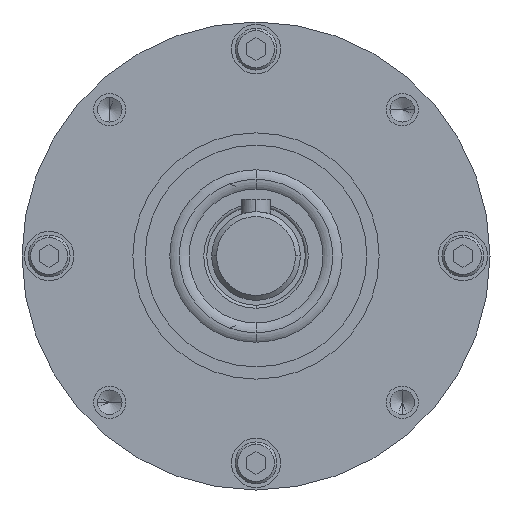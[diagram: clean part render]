
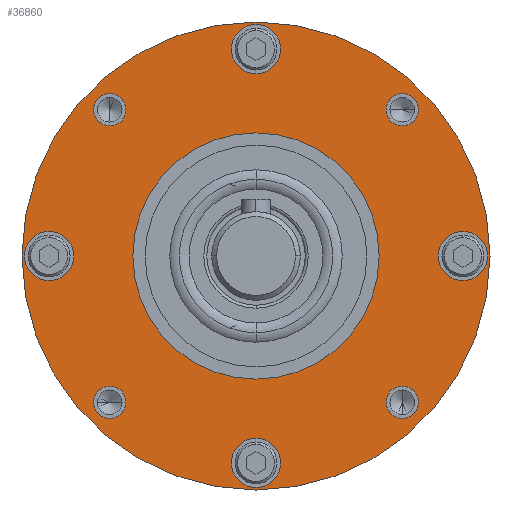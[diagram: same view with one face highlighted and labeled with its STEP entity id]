
A CAD part, left-side view. The second image highlights one B-rep face of the part: STEP entity #36860.
In plain terms, the highlighted planar face has unit normal (-1, 0, 0).
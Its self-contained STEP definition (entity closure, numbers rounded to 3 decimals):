
#35180=CARTESIAN_POINT('',(21.,-25.,0.));
#35190=VERTEX_POINT('',#35180);
#35220=CARTESIAN_POINT('',(21.,0.,0.));
#35230=DIRECTION('',(-1.,0.,0.));
#35240=DIRECTION('',(0.,-1.,0.));
#35250=AXIS2_PLACEMENT_3D('',#35220,#35230,#35240);
#35260=CIRCLE('',#35250,25.);
#35270=CARTESIAN_POINT('',(21.,25.,0.));
#35280=VERTEX_POINT('',#35270);
#35290=EDGE_CURVE('',#35280,#35190,#35260,.T.);
#35410=CARTESIAN_POINT('',(21.,24.348,
9.492));
#35420=DIRECTION('',(-1.,0.,0.));
#35430=DIRECTION('',(0.,1.,0.));
#35440=AXIS2_PLACEMENT_3D('',#35410,#35420,#35430);
#35450=PLANE('',#35440);
#35460=CARTESIAN_POINT('',(21.,0.,0.));
#35470=DIRECTION('',(-1.,0.,0.));
#35480=DIRECTION('',(0.,1.,0.));
#35490=AXIS2_PLACEMENT_3D('',#35460,#35470,#35480);
#35500=CIRCLE('',#35490,47.5);
#35510=CARTESIAN_POINT('',(21.,47.5,0.));
#35520=VERTEX_POINT('',#35510);
#35530=CARTESIAN_POINT('',(21.,-47.5,0.)
);
#35540=VERTEX_POINT('',#35530);
#35550=EDGE_CURVE('',#35520,#35540,#35500,.T.);
#35560=ORIENTED_EDGE('',*,*,#35550,.T.);
#35570=EDGE_CURVE('',#35540,#35520,#35500,.T.);
#35580=ORIENTED_EDGE('',*,*,#35570,.T.);
#35590=EDGE_LOOP('',(#35580,#35560));
#35600=FACE_OUTER_BOUND('',#35590,.T.);
#35610=EDGE_CURVE('',#35190,#35280,#35260,.T.);
#35620=ORIENTED_EDGE('',*,*,#35610,.F.);
#35630=ORIENTED_EDGE('',*,*,#35290,.F.);
#35640=EDGE_LOOP('',(#35630,#35620));
#35650=FACE_BOUND('',#35640,.T.);
#35660=CARTESIAN_POINT('',(21.,29.698,
29.698));
#35670=DIRECTION('',(-1.,0.,0.));
#35680=DIRECTION('',(-0.,0.,-1.));
#35690=AXIS2_PLACEMENT_3D('',#35660,#35670,#35680);
#35700=CIRCLE('',#35690,3.3);
#35710=CARTESIAN_POINT('',(21.,29.698,
26.398));
#35720=VERTEX_POINT('',#35710);
#35730=CARTESIAN_POINT('',(21.,29.698,
32.998));
#35740=VERTEX_POINT('',#35730);
#35750=EDGE_CURVE('',#35720,#35740,#35700,.T.);
#35760=ORIENTED_EDGE('',*,*,#35750,.F.);
#35770=EDGE_CURVE('',#35740,#35720,#35700,.T.);
#35780=ORIENTED_EDGE('',*,*,#35770,.F.);
#35790=EDGE_LOOP('',(#35780,#35760));
#35800=FACE_BOUND('',#35790,.T.);
#35810=CARTESIAN_POINT('',(21.,-29.698,
29.698));
#35820=DIRECTION('',(-1.,0.,0.));
#35830=DIRECTION('',(0.,1.,0.));
#35840=AXIS2_PLACEMENT_3D('',#35810,#35820,#35830);
#35850=CIRCLE('',#35840,3.3);
#35860=CARTESIAN_POINT('',(21.,-26.398,
29.698));
#35870=VERTEX_POINT('',#35860);
#35880=CARTESIAN_POINT('',(21.,-32.998,
29.698));
#35890=VERTEX_POINT('',#35880);
#35900=EDGE_CURVE('',#35870,#35890,#35850,.T.);
#35910=ORIENTED_EDGE('',*,*,#35900,.F.);
#35920=EDGE_CURVE('',#35890,#35870,#35850,.T.);
#35930=ORIENTED_EDGE('',*,*,#35920,.F.);
#35940=EDGE_LOOP('',(#35930,#35910));
#35950=FACE_BOUND('',#35940,.T.);
#35960=CARTESIAN_POINT('',(21.,-29.698,
-29.698));
#35970=DIRECTION('',(-1.,0.,0.));
#35980=DIRECTION('',(0.,0.,1.));
#35990=AXIS2_PLACEMENT_3D('',#35960,#35970,#35980);
#36000=CIRCLE('',#35990,3.3);
#36010=CARTESIAN_POINT('',(21.,-29.698,
-26.398));
#36020=VERTEX_POINT('',#36010);
#36030=CARTESIAN_POINT('',(21.,-29.698,
-32.998));
#36040=VERTEX_POINT('',#36030);
#36050=EDGE_CURVE('',#36020,#36040,#36000,.T.);
#36060=ORIENTED_EDGE('',*,*,#36050,.F.);
#36070=EDGE_CURVE('',#36040,#36020,#36000,.T.);
#36080=ORIENTED_EDGE('',*,*,#36070,.F.);
#36090=EDGE_LOOP('',(#36080,#36060));
#36100=FACE_BOUND('',#36090,.T.);
#36110=CARTESIAN_POINT('',(21.,29.698,
-29.698));
#36120=DIRECTION('',(-1.,0.,0.));
#36130=DIRECTION('',(0.,-1.,0.));
#36140=AXIS2_PLACEMENT_3D('',#36110,#36120,#36130);
#36150=CIRCLE('',#36140,3.3);
#36160=CARTESIAN_POINT('',(21.,26.398,
-29.698));
#36170=VERTEX_POINT('',#36160);
#36180=CARTESIAN_POINT('',(21.,32.998,
-29.698));
#36190=VERTEX_POINT('',#36180);
#36200=EDGE_CURVE('',#36170,#36190,#36150,.T.);
#36210=ORIENTED_EDGE('',*,*,#36200,.F.);
#36220=EDGE_CURVE('',#36190,#36170,#36150,.T.);
#36230=ORIENTED_EDGE('',*,*,#36220,.F.);
#36240=EDGE_LOOP('',(#36230,#36210));
#36250=FACE_BOUND('',#36240,.T.);
#36260=CARTESIAN_POINT('',(21.,0.,42.));
#36270=DIRECTION('',(-1.,0.,0.));
#36280=DIRECTION('',(0.,1.,0.));
#36290=AXIS2_PLACEMENT_3D('',#36260,#36270,#36280);
#36300=CIRCLE('',#36290,5.);
#36310=CARTESIAN_POINT('',(21.,5.,42.));
#36320=VERTEX_POINT('',#36310);
#36330=CARTESIAN_POINT('',(21.,-5.,42.));
#36340=VERTEX_POINT('',#36330);
#36350=EDGE_CURVE('',#36320,#36340,#36300,.T.);
#36360=ORIENTED_EDGE('',*,*,#36350,.F.);
#36370=EDGE_CURVE('',#36340,#36320,#36300,.T.);
#36380=ORIENTED_EDGE('',*,*,#36370,.F.);
#36390=EDGE_LOOP('',(#36380,#36360));
#36400=FACE_BOUND('',#36390,.T.);
#36410=CARTESIAN_POINT('',(21.,42.,0.));
#36420=DIRECTION('',(-1.,0.,0.));
#36430=DIRECTION('',(-0.,0.,-1.));
#36440=AXIS2_PLACEMENT_3D('',#36410,#36420,#36430);
#36450=CIRCLE('',#36440,5.);
#36460=CARTESIAN_POINT('',(21.,42.,-5.));
#36470=VERTEX_POINT('',#36460);
#36480=CARTESIAN_POINT('',(21.,42.,5.));
#36490=VERTEX_POINT('',#36480);
#36500=EDGE_CURVE('',#36470,#36490,#36450,.T.);
#36510=ORIENTED_EDGE('',*,*,#36500,.F.);
#36520=EDGE_CURVE('',#36490,#36470,#36450,.T.);
#36530=ORIENTED_EDGE('',*,*,#36520,.F.);
#36540=EDGE_LOOP('',(#36530,#36510));
#36550=FACE_BOUND('',#36540,.T.);
#36560=CARTESIAN_POINT('',(21.,0.,-42.));
#36570=DIRECTION('',(-1.,0.,0.));
#36580=DIRECTION('',(0.,-1.,0.));
#36590=AXIS2_PLACEMENT_3D('',#36560,#36570,#36580);
#36600=CIRCLE('',#36590,5.);
#36610=CARTESIAN_POINT('',(21.,-5.,-42.));
#36620=VERTEX_POINT('',#36610);
#36630=CARTESIAN_POINT('',(21.,5.,-42.));
#36640=VERTEX_POINT('',#36630);
#36650=EDGE_CURVE('',#36620,#36640,#36600,.T.);
#36660=ORIENTED_EDGE('',*,*,#36650,.F.);
#36670=EDGE_CURVE('',#36640,#36620,#36600,.T.);
#36680=ORIENTED_EDGE('',*,*,#36670,.F.);
#36690=EDGE_LOOP('',(#36680,#36660));
#36700=FACE_BOUND('',#36690,.T.);
#36710=CARTESIAN_POINT('',(21.,-42.,0.));
#36720=DIRECTION('',(-1.,0.,0.));
#36730=DIRECTION('',(0.,0.,1.));
#36740=AXIS2_PLACEMENT_3D('',#36710,#36720,#36730);
#36750=CIRCLE('',#36740,5.);
#36760=CARTESIAN_POINT('',(21.,-42.,5.));
#36770=VERTEX_POINT('',#36760);
#36780=CARTESIAN_POINT('',(21.,-42.,-5.));
#36790=VERTEX_POINT('',#36780);
#36800=EDGE_CURVE('',#36770,#36790,#36750,.T.);
#36810=ORIENTED_EDGE('',*,*,#36800,.F.);
#36820=EDGE_CURVE('',#36790,#36770,#36750,.T.);
#36830=ORIENTED_EDGE('',*,*,#36820,.F.);
#36840=EDGE_LOOP('',(#36830,#36810));
#36850=FACE_BOUND('',#36840,.T.);
#36860=ADVANCED_FACE('',(#35600,#35650,#35800,#35950,#36100,#36250,
#36400,#36550,#36700,#36850),#35450,.T.);
